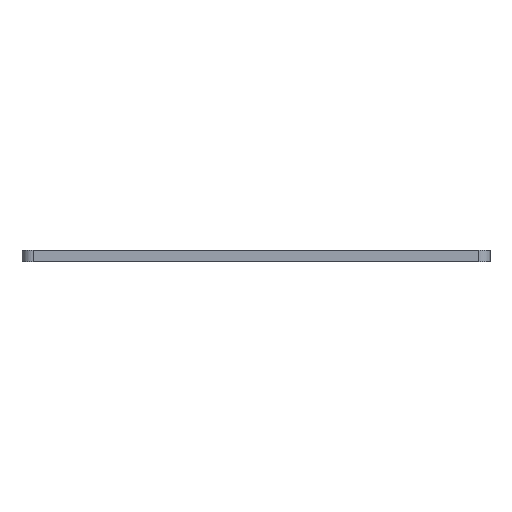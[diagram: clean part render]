
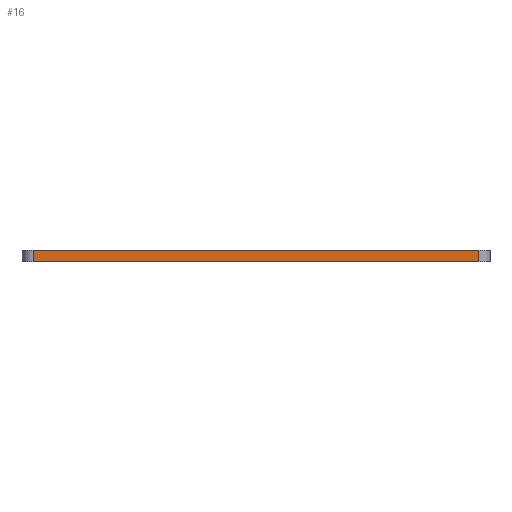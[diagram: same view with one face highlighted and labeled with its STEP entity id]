
A CAD part, front view. The second image highlights one B-rep face of the part: STEP entity #16.
In plain terms, the highlighted planar face has unit normal (0, -1, 0).
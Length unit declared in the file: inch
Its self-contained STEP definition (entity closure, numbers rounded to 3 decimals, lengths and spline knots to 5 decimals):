
#5 = DIRECTION ( 'NONE',  ( 0., 0., -1. ) ) ;
#16 = ADVANCED_FACE ( 'NONE', ( #1481 ), #2320, .T. ) ;
#156 = EDGE_CURVE ( 'NONE', #1979, #772, #1297, .T. ) ;
#174 = EDGE_CURVE ( 'NONE', #1979, #1502, #748, .T. ) ;
#216 = LINE ( 'NONE', #869, #701 ) ;
#226 = VECTOR ( 'NONE', #1909, 39.37008 ) ;
#272 = VECTOR ( 'NONE', #447, 39.37008 ) ;
#384 = ORIENTED_EDGE ( 'NONE', *, *, #2166, .T. ) ;
#426 = CARTESIAN_POINT ( 'NONE',  ( -2.375, -2.5, 0.125 ) ) ;
#435 = ORIENTED_EDGE ( 'NONE', *, *, #174, .T. ) ;
#447 = DIRECTION ( 'NONE',  ( 0., 0., -1. ) ) ;
#452 = ORIENTED_EDGE ( 'NONE', *, *, #1284, .T. ) ;
#644 = CARTESIAN_POINT ( 'NONE',  ( 2.625, -2.5, 0. ) ) ;
#701 = VECTOR ( 'NONE', #1944, 39.37008 ) ;
#715 = CARTESIAN_POINT ( 'NONE',  ( -2.5, -2.5, 0. ) ) ;
#748 = LINE ( 'NONE', #1532, #272 ) ;
#772 = VERTEX_POINT ( 'NONE', #1754 ) ;
#807 = VECTOR ( 'NONE', #1165, 39.37008 ) ;
#869 = CARTESIAN_POINT ( 'NONE',  ( -2.5, -2.5, 0. ) ) ;
#1082 = DIRECTION ( 'NONE',  ( 0., -1., 0. ) ) ;
#1124 = LINE ( 'NONE', #644, #226 ) ;
#1165 = DIRECTION ( 'NONE',  ( 1., 0., 0. ) ) ;
#1284 = EDGE_CURVE ( 'NONE', #1607, #772, #1124, .T. ) ;
#1297 = LINE ( 'NONE', #2235, #807 ) ;
#1481 = FACE_OUTER_BOUND ( 'NONE', #1781, .T. ) ;
#1502 = VERTEX_POINT ( 'NONE', #2044 ) ;
#1532 = CARTESIAN_POINT ( 'NONE',  ( -2.375, -2.5, 0. ) ) ;
#1607 = VERTEX_POINT ( 'NONE', #2238 ) ;
#1754 = CARTESIAN_POINT ( 'NONE',  ( 2.625, -2.5, 0.125 ) ) ;
#1781 = EDGE_LOOP ( 'NONE', ( #384, #452, #2252, #435 ) ) ;
#1909 = DIRECTION ( 'NONE',  ( 0., 0., 1. ) ) ;
#1944 = DIRECTION ( 'NONE',  ( 1., 0., 0. ) ) ;
#1979 = VERTEX_POINT ( 'NONE', #426 ) ;
#2044 = CARTESIAN_POINT ( 'NONE',  ( -2.375, -2.5, 0. ) ) ;
#2139 = AXIS2_PLACEMENT_3D ( 'NONE', #715, #1082, #5 ) ;
#2166 = EDGE_CURVE ( 'NONE', #1502, #1607, #216, .T. ) ;
#2235 = CARTESIAN_POINT ( 'NONE',  ( -2.5, -2.5, 0.125 ) ) ;
#2238 = CARTESIAN_POINT ( 'NONE',  ( 2.625, -2.5, 0. ) ) ;
#2252 = ORIENTED_EDGE ( 'NONE', *, *, #156, .F. ) ;
#2320 = PLANE ( 'NONE',  #2139 ) ;
